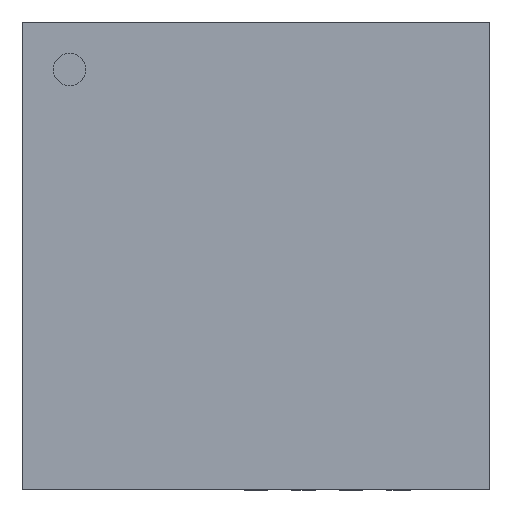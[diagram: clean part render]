
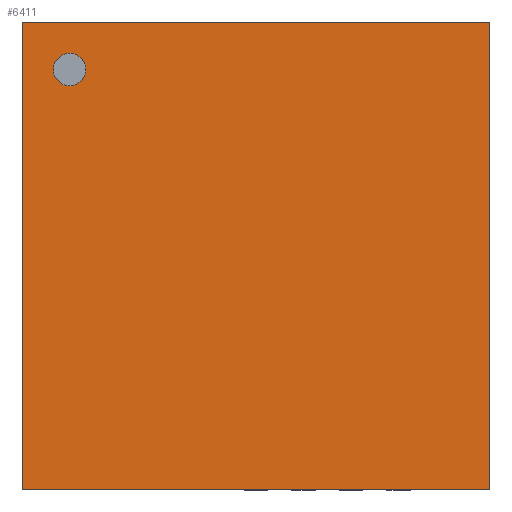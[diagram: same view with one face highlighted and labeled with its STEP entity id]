
A CAD part, top view. The second image highlights one B-rep face of the part: STEP entity #6411.
In plain terms, the highlighted planar face has unit normal (0, 0, 1).
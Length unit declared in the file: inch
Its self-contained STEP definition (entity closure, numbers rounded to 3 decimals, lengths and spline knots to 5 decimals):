
#34 = CARTESIAN_POINT ( 'NONE',  ( 0., 0., 0.03543 ) ) ;
#124 = DIRECTION ( 'NONE',  ( 0., 0., 1. ) ) ;
#590 = VECTOR ( 'NONE', #3843, 39.37008 ) ;
#901 = CARTESIAN_POINT ( 'NONE',  ( 0., 0.19685, 0.03543 ) ) ;
#937 = CARTESIAN_POINT ( 'NONE',  ( 0., 0., 0.03543 ) ) ;
#1057 = VECTOR ( 'NONE', #5833, 39.37008 ) ;
#1091 = EDGE_LOOP ( 'NONE', ( #2458, #4893 ) ) ;
#1190 = AXIS2_PLACEMENT_3D ( 'NONE', #3387, #124, #3934 ) ;
#1322 = DIRECTION ( 'NONE',  ( 0., 1., 0. ) ) ;
#1443 = DIRECTION ( 'NONE',  ( -1., 0., 0. ) ) ;
#1547 = ORIENTED_EDGE ( 'NONE', *, *, #5288, .T. ) ;
#1551 = CARTESIAN_POINT ( 'NONE',  ( 0.19685, 0.19685, 0.03543 ) ) ;
#1647 = VERTEX_POINT ( 'NONE', #6855 ) ;
#1727 = VERTEX_POINT ( 'NONE', #6368 ) ;
#1755 = FACE_OUTER_BOUND ( 'NONE', #5420, .T. ) ;
#1781 = VERTEX_POINT ( 'NONE', #1551 ) ;
#1832 = CARTESIAN_POINT ( 'NONE',  ( 0.19685, 0., 0.03543 ) ) ;
#1860 = DIRECTION ( 'NONE',  ( 0., 0., -1. ) ) ;
#2045 = DIRECTION ( 'NONE',  ( 0., 0., 1. ) ) ;
#2142 = EDGE_CURVE ( 'NONE', #2489, #5607, #3929, .T. ) ;
#2458 = ORIENTED_EDGE ( 'NONE', *, *, #6588, .F. ) ;
#2489 = VERTEX_POINT ( 'NONE', #6580 ) ;
#2620 = LINE ( 'NONE', #1832, #5329 ) ;
#2975 = ORIENTED_EDGE ( 'NONE', *, *, #6851, .T. ) ;
#3181 = FACE_BOUND ( 'NONE', #1091, .T. ) ;
#3284 = ORIENTED_EDGE ( 'NONE', *, *, #7002, .T. ) ;
#3387 = CARTESIAN_POINT ( 'NONE',  ( 0.02, 0.17685, 0.03543 ) ) ;
#3446 = EDGE_CURVE ( 'NONE', #1727, #1647, #6342, .T. ) ;
#3459 = CARTESIAN_POINT ( 'NONE',  ( 0., 0., 0.03543 ) ) ;
#3487 = AXIS2_PLACEMENT_3D ( 'NONE', #5085, #1860, #5634 ) ;
#3843 = DIRECTION ( 'NONE',  ( 1., 0., 0. ) ) ;
#3929 = LINE ( 'NONE', #937, #1057 ) ;
#3934 = DIRECTION ( 'NONE',  ( 1., 0., 0. ) ) ;
#3936 = VECTOR ( 'NONE', #1443, 39.37008 ) ;
#4477 = ORIENTED_EDGE ( 'NONE', *, *, #2142, .T. ) ;
#4743 = LINE ( 'NONE', #34, #590 ) ;
#4747 = CIRCLE ( 'NONE', #5170, 0.00684 ) ;
#4893 = ORIENTED_EDGE ( 'NONE', *, *, #3446, .F. ) ;
#5085 = CARTESIAN_POINT ( 'NONE',  ( 0., 0., 0.03543 ) ) ;
#5170 = AXIS2_PLACEMENT_3D ( 'NONE', #5286, #2045, #5826 ) ;
#5286 = CARTESIAN_POINT ( 'NONE',  ( 0.02, 0.17685, 0.03543 ) ) ;
#5288 = EDGE_CURVE ( 'NONE', #1781, #2489, #6792, .T. ) ;
#5329 = VECTOR ( 'NONE', #1322, 39.37008 ) ;
#5420 = EDGE_LOOP ( 'NONE', ( #4477, #2975, #3284, #1547 ) ) ;
#5607 = VERTEX_POINT ( 'NONE', #3459 ) ;
#5634 = DIRECTION ( 'NONE',  ( -1., 0., 0. ) ) ;
#5826 = DIRECTION ( 'NONE',  ( 1., 0., 0. ) ) ;
#5833 = DIRECTION ( 'NONE',  ( 0., -1., 0. ) ) ;
#6154 = PLANE ( 'NONE',  #3487 ) ;
#6341 = CARTESIAN_POINT ( 'NONE',  ( 0.19685, 0., 0.03543 ) ) ;
#6342 = CIRCLE ( 'NONE', #1190, 0.00684 ) ;
#6368 = CARTESIAN_POINT ( 'NONE',  ( 0.01316, 0.17685, 0.03543 ) ) ;
#6411 = ADVANCED_FACE ( 'NONE', ( #3181, #1755 ), #6154, .F. ) ;
#6580 = CARTESIAN_POINT ( 'NONE',  ( 0., 0.19685, 0.03543 ) ) ;
#6588 = EDGE_CURVE ( 'NONE', #1647, #1727, #4747, .T. ) ;
#6611 = VERTEX_POINT ( 'NONE', #6341 ) ;
#6792 = LINE ( 'NONE', #901, #3936 ) ;
#6851 = EDGE_CURVE ( 'NONE', #5607, #6611, #4743, .T. ) ;
#6855 = CARTESIAN_POINT ( 'NONE',  ( 0.02684, 0.17685, 0.03543 ) ) ;
#7002 = EDGE_CURVE ( 'NONE', #6611, #1781, #2620, .T. ) ;
